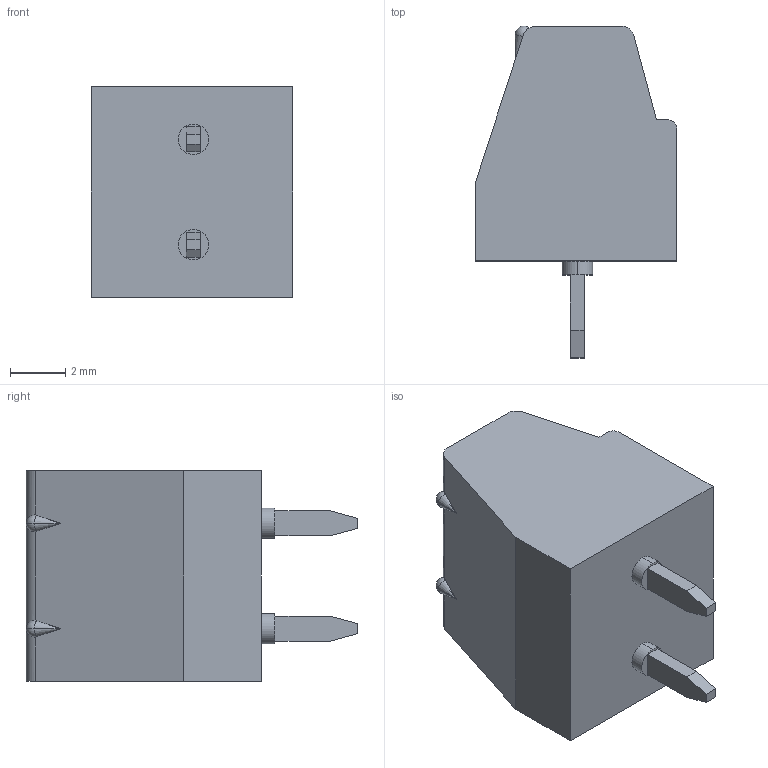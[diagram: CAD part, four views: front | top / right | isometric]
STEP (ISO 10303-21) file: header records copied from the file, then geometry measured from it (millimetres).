
FILE_DESCRIPTION (( 'STEP AP214' ), '1' );
FILE_NAME ('User Library-pxc_1985823_00_MKDS-1-2-3-81-HT-BK_3D.STEP', '2021-01-22T20:26:26', ( '' ), ( '' ), 'SwSTEP 2.0', 'SolidWorks 2020', '' );
FILE_SCHEMA (( 'AUTOMOTIVE_DESIGN' ));
Length unit declared in the file: millimetre
Products named in the file (2): mkds_1-2-3.81-ht; User Library-pxc_1985823_00_MKDS-1-2-3-81-HT-BK_3D
Assembly tree (1 placements, depth 2):
  User Library-pxc_1985823_00_MKDS-1-2-3-81-HT-BK_3D
    mkds_1-2-3.81-ht
Bounding box: 7.3 x 12 x 7.62 mm (x, y, z)
Volume: 370.7 mm3; surface area: 420.5 mm2
Topology: 1 solids, 1 shells, 124 faces, 332 edges, 216 vertices
Faces by surface type: plane 74, cylinder 42, torus 4, cone 4
Entity records: 5266 total; most frequent: CARTESIAN_POINT 712, DIRECTION 664, ORIENTED_EDGE 648, EDGE_CURVE 324, AXIS2_PLACEMENT_3D 224, VERTEX_POINT 216, LINE 216, VECTOR 216
